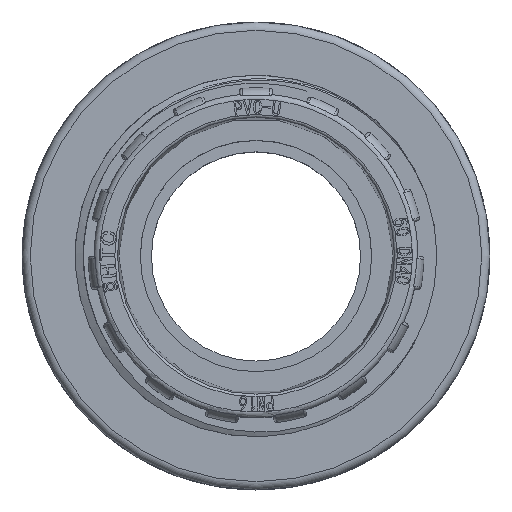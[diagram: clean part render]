
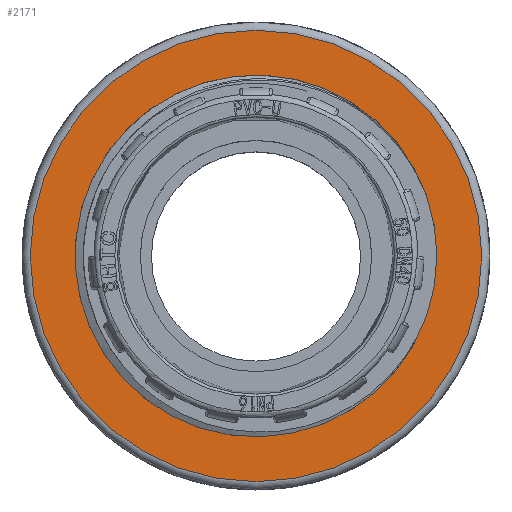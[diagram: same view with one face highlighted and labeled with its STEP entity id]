
A CAD part, top view. The second image highlights one B-rep face of the part: STEP entity #2171.
In plain terms, the highlighted planar face has unit normal (0, 0, 1).
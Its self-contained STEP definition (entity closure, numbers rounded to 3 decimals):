
#1977=FACE_BOUND('',#4429,.T.);
#1978=FACE_BOUND('',#4430,.T.);
#2171=ADVANCED_FACE('',(#1977,#1978),#3045,.T.);
#3045=PLANE('',#16660);
#4429=EDGE_LOOP('',(#6476));
#4430=EDGE_LOOP('',(#6477));
#5493=CIRCLE('',#16658,41.);
#5494=CIRCLE('',#16659,32.855);
#6476=ORIENTED_EDGE('',*,*,#12849,.T.);
#6477=ORIENTED_EDGE('',*,*,#12850,.T.);
#11154=VERTEX_POINT('',#25861);
#11155=VERTEX_POINT('',#25863);
#12849=EDGE_CURVE('',#11154,#11154,#5493,.T.);
#12850=EDGE_CURVE('',#11155,#11155,#5494,.T.);
#16658=AXIS2_PLACEMENT_3D('',#25860,#18141,#18142);
#16659=AXIS2_PLACEMENT_3D('',#25862,#18143,#18144);
#16660=AXIS2_PLACEMENT_3D('',#25864,#18145,#18146);
#18141=DIRECTION('',(0.,0.,1.));
#18142=DIRECTION('',(1.,0.,0.));
#18143=DIRECTION('',(0.,0.,-1.));
#18144=DIRECTION('',(1.,0.,0.));
#18145=DIRECTION('',(0.,0.,1.));
#18146=DIRECTION('',(1.,0.,0.));
#25860=CARTESIAN_POINT('',(358.,232.,30.22));
#25861=CARTESIAN_POINT('',(399.,232.,30.22));
#25862=CARTESIAN_POINT('',(358.,232.,30.22));
#25863=CARTESIAN_POINT('',(390.855,232.,30.22));
#25864=CARTESIAN_POINT('',(358.,232.,30.22));
